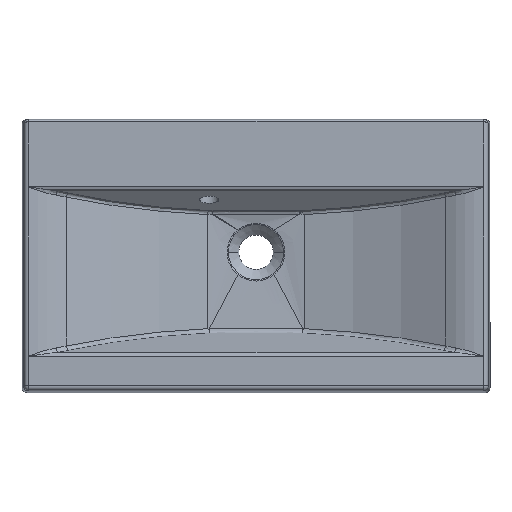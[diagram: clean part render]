
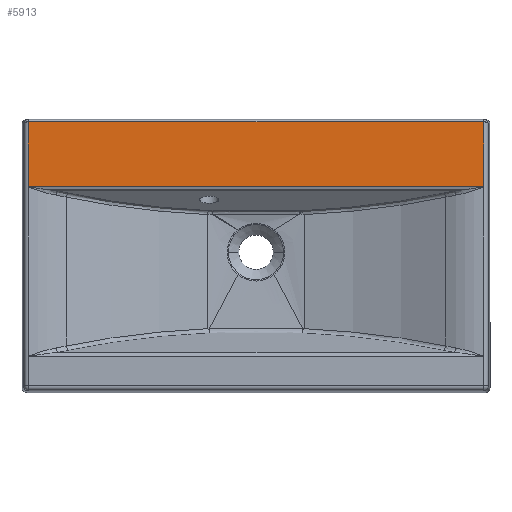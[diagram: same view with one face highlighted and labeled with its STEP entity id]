
A CAD part, top view. The second image highlights one B-rep face of the part: STEP entity #5913.
In plain terms, the highlighted planar face has unit normal (0, 0, 1).
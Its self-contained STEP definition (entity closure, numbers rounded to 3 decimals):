
#26 = CARTESIAN_POINT ( 'NONE',  ( 641.633, 346.999, 13. ) ) ;
#385 = CARTESIAN_POINT ( 'NONE',  ( 58.367, 346.999, 13. ) ) ;
#426 = EDGE_CURVE ( 'NONE', #3573, #1208, #2188, .T. ) ;
#730 = CARTESIAN_POINT ( 'NONE',  ( 58.471, 347., 13. ) ) ;
#880 = LINE ( 'NONE', #2791, #1321 ) ;
#1208 = VERTEX_POINT ( 'NONE', #4558 ) ;
#1281 = ORIENTED_EDGE ( 'NONE', *, *, #426, .T. ) ;
#1321 = VECTOR ( 'NONE', #4711, 1000. ) ;
#1400 = AXIS2_PLACEMENT_3D ( 'NONE', #6107, #1782, #3667 ) ;
#1511 = DIRECTION ( 'NONE',  ( 1., 0., 0. ) ) ;
#1670 = DIRECTION ( 'NONE',  ( -1., 0., 0. ) ) ;
#1761 = VERTEX_POINT ( 'NONE', #4397 ) ;
#1782 = DIRECTION ( 'NONE',  ( 0., 0., -1. ) ) ;
#1946 = CARTESIAN_POINT ( 'NONE',  ( 641.581, 347., 13. ) ) ;
#1991 = ORIENTED_EDGE ( 'NONE', *, *, #3937, .T. ) ;
#2188 = LINE ( 'NONE', #4076, #3614 ) ;
#2254 = FACE_OUTER_BOUND ( 'NONE', #4831, .T. ) ;
#2302 = CARTESIAN_POINT ( 'NONE',  ( 58.314, 346.996, 13. ) ) ;
#2451 = LINE ( 'NONE', #5835, #4731 ) ;
#2596 = ORIENTED_EDGE ( 'NONE', *, *, #6010, .T. ) ;
#2768 = CARTESIAN_POINT ( 'NONE',  ( 58.471, 347., 13. ) ) ;
#2788 =( BOUNDED_CURVE ( )  B_SPLINE_CURVE ( 3, ( #4306, #26, #1946, #3829 ),
 .UNSPECIFIED., .F., .T. ) 
 B_SPLINE_CURVE_WITH_KNOTS ( ( 4, 4 ),
 ( 4.66, 4.712 ),
 .UNSPECIFIED. ) 
 CURVE ( )  GEOMETRIC_REPRESENTATION_ITEM ( )  RATIONAL_B_SPLINE_CURVE ( ( 1., 1., 1., 1. ) ) 
 REPRESENTATION_ITEM ( '' )  );
#2791 = CARTESIAN_POINT ( 'NONE',  ( 58.314, 0., 13. ) ) ;
#2905 = ORIENTED_EDGE ( 'NONE', *, *, #4960, .T. ) ;
#3054 = ORIENTED_EDGE ( 'NONE', *, *, #3154, .T. ) ;
#3154 = EDGE_CURVE ( 'NONE', #1761, #4608, #4034, .T. ) ;
#3225 = CARTESIAN_POINT ( 'NONE',  ( 58.314, 264.201, 13. ) ) ;
#3573 = VERTEX_POINT ( 'NONE', #4611 ) ;
#3614 = VECTOR ( 'NONE', #6041, 1000. ) ;
#3667 = DIRECTION ( 'NONE',  ( -1., 0., 0. ) ) ;
#3829 = CARTESIAN_POINT ( 'NONE',  ( 641.529, 347., 13. ) ) ;
#3937 = EDGE_CURVE ( 'NONE', #5056, #5531, #880, .T. ) ;
#4034 = LINE ( 'NONE', #5995, #4521 ) ;
#4076 = CARTESIAN_POINT ( 'NONE',  ( 641.686, 0., 13. ) ) ;
#4149 = PLANE ( 'NONE',  #1400 ) ;
#4306 = CARTESIAN_POINT ( 'NONE',  ( 641.686, 346.996, 13. ) ) ;
#4397 = CARTESIAN_POINT ( 'NONE',  ( 641.529, 347., 13. ) ) ;
#4521 = VECTOR ( 'NONE', #1670, 1000. ) ;
#4558 = CARTESIAN_POINT ( 'NONE',  ( 641.686, 346.996, 13. ) ) ;
#4608 = VERTEX_POINT ( 'NONE', #730 ) ;
#4611 = CARTESIAN_POINT ( 'NONE',  ( 641.686, 264.201, 13. ) ) ;
#4691 = CARTESIAN_POINT ( 'NONE',  ( 58.419, 347., 13. ) ) ;
#4711 = DIRECTION ( 'NONE',  ( 0., -1., 0. ) ) ;
#4731 = VECTOR ( 'NONE', #1511, 1000. ) ;
#4831 = EDGE_LOOP ( 'NONE', ( #3054, #5958, #1991, #2905, #1281, #2596 ) ) ;
#4960 = EDGE_CURVE ( 'NONE', #5531, #3573, #2451, .T. ) ;
#5056 = VERTEX_POINT ( 'NONE', #6030 ) ;
#5178 =( BOUNDED_CURVE ( )  B_SPLINE_CURVE ( 3, ( #2768, #4691, #385, #2302 ),
 .UNSPECIFIED., .F., .T. ) 
 B_SPLINE_CURVE_WITH_KNOTS ( ( 4, 4 ),
 ( 4.712, 4.765 ),
 .UNSPECIFIED. ) 
 CURVE ( )  GEOMETRIC_REPRESENTATION_ITEM ( )  RATIONAL_B_SPLINE_CURVE ( ( 1., 1., 1., 1. ) ) 
 REPRESENTATION_ITEM ( '' )  );
#5531 = VERTEX_POINT ( 'NONE', #3225 ) ;
#5545 = EDGE_CURVE ( 'NONE', #4608, #5056, #5178, .T. ) ;
#5835 = CARTESIAN_POINT ( 'NONE',  ( 0., 264.201, 13. ) ) ;
#5913 = ADVANCED_FACE ( 'NONE', ( #2254 ), #4149, .F. ) ;
#5958 = ORIENTED_EDGE ( 'NONE', *, *, #5545, .T. ) ;
#5995 = CARTESIAN_POINT ( 'NONE',  ( 0., 347., 13. ) ) ;
#6010 = EDGE_CURVE ( 'NONE', #1208, #1761, #2788, .T. ) ;
#6030 = CARTESIAN_POINT ( 'NONE',  ( 58.314, 346.996, 13. ) ) ;
#6041 = DIRECTION ( 'NONE',  ( 0., 1., 0. ) ) ;
#6107 = CARTESIAN_POINT ( 'NONE',  ( 0., 0., 13. ) ) ;
